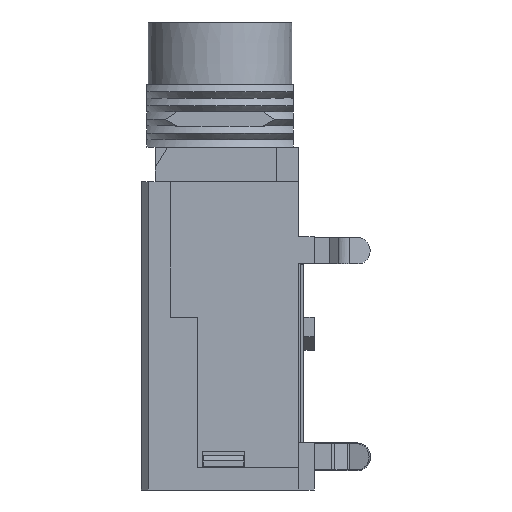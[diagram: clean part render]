
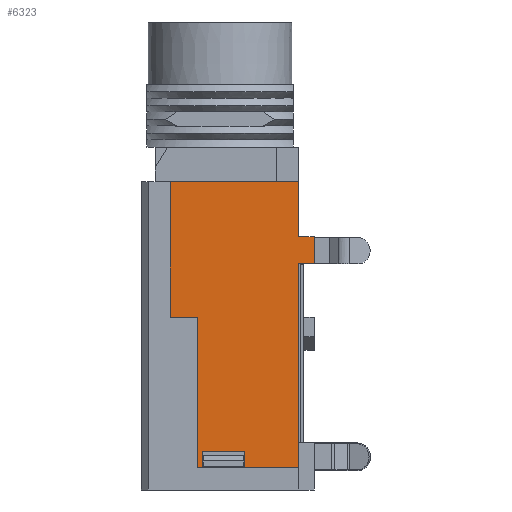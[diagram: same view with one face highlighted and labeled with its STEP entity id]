
A CAD part, left-side view. The second image highlights one B-rep face of the part: STEP entity #6323.
In plain terms, the highlighted planar face has unit normal (-1, 0, 0).
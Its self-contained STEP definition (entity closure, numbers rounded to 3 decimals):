
#489 = FACE_OUTER_BOUND ( 'NONE', #7039, .T. ) ;
#526 = LINE ( 'NONE', #20706, #21346 ) ;
#1133 = EDGE_CURVE ( 'NONE', #16379, #1710, #23558, .T. ) ;
#1710 = VERTEX_POINT ( 'NONE', #4673 ) ;
#1818 = CARTESIAN_POINT ( 'NONE',  ( -4.15, -5.7, -7. ) ) ;
#2069 = CARTESIAN_POINT ( 'NONE',  ( -4.15, 3.6, -16.8 ) ) ;
#2086 = CARTESIAN_POINT ( 'NONE',  ( -4.15, -1.8, -27.1 ) ) ;
#2280 = EDGE_CURVE ( 'NONE', #21309, #20301, #15852, .T. ) ;
#2294 = LINE ( 'NONE', #9264, #2874 ) ;
#2412 = EDGE_CURVE ( 'NONE', #9834, #9724, #16063, .T. ) ;
#2874 = VECTOR ( 'NONE', #20308, 1000. ) ;
#3097 = CARTESIAN_POINT ( 'NONE',  ( -4.15, -5.7, -11. ) ) ;
#3454 = CARTESIAN_POINT ( 'NONE',  ( -4.15, -2.05, -27.7 ) ) ;
#3585 = CARTESIAN_POINT ( 'NONE',  ( -4.15, 1.3, -26.05 ) ) ;
#4144 = DIRECTION ( 'NONE',  ( 0., 0., -1. ) ) ;
#4232 = DIRECTION ( 'NONE',  ( -1., 0., 0. ) ) ;
#4253 = ORIENTED_EDGE ( 'NONE', *, *, #20940, .F. ) ;
#4317 = EDGE_CURVE ( 'NONE', #14394, #9050, #22862, .T. ) ;
#4371 = EDGE_CURVE ( 'NONE', #9050, #7858, #7224, .T. ) ;
#4673 = CARTESIAN_POINT ( 'NONE',  ( -4.15, -5.7, -27.7 ) ) ;
#4776 = CARTESIAN_POINT ( 'NONE',  ( -4.15, -0.25, -26.5 ) ) ;
#4900 = CARTESIAN_POINT ( 'NONE',  ( -4.15, -6.8, -12.9 ) ) ;
#5209 = VECTOR ( 'NONE', #7792, 1000. ) ;
#5444 = EDGE_CURVE ( 'NONE', #9724, #9773, #14748, .T. ) ;
#5471 = CARTESIAN_POINT ( 'NONE',  ( -4.15, 1.3, -27.7 ) ) ;
#5710 = EDGE_CURVE ( 'NONE', #9773, #6049, #6933, .T. ) ;
#5910 = PLANE ( 'NONE',  #7535 ) ;
#6036 = CARTESIAN_POINT ( 'NONE',  ( -4.15, 3.808, -6.586 ) ) ;
#6049 = VERTEX_POINT ( 'NONE', #15533 ) ;
#6323 = ADVANCED_FACE ( 'NONE', ( #489 ), #5910, .T. ) ;
#6417 = ORIENTED_EDGE ( 'NONE', *, *, #1133, .T. ) ;
#6492 = VECTOR ( 'NONE', #7225, 1000. ) ;
#6672 = VECTOR ( 'NONE', #8772, 1000. ) ;
#6933 = LINE ( 'NONE', #4776, #19770 ) ;
#6965 = DIRECTION ( 'NONE',  ( 0., 0., 1. ) ) ;
#7039 = EDGE_LOOP ( 'NONE', ( #6417, #22833, #21103, #16288, #19607, #19453, #23149, #16825, #13444, #4253, #12027, #12199, #18823, #14422 ) ) ;
#7224 = LINE ( 'NONE', #9022, #21289 ) ;
#7225 = DIRECTION ( 'NONE',  ( 0., -1., 0. ) ) ;
#7535 = AXIS2_PLACEMENT_3D ( 'NONE', #6036, #4232, #13236 ) ;
#7792 = DIRECTION ( 'NONE',  ( 0., 0., 1. ) ) ;
#7829 = LINE ( 'NONE', #15143, #6672 ) ;
#7858 = VERTEX_POINT ( 'NONE', #16325 ) ;
#8402 = DIRECTION ( 'NONE',  ( 0., -1., 0. ) ) ;
#8440 = DIRECTION ( 'NONE',  ( 0., 1., 0. ) ) ;
#8564 = EDGE_CURVE ( 'NONE', #7858, #12389, #7829, .T. ) ;
#8767 = LINE ( 'NONE', #23423, #15146 ) ;
#8772 = DIRECTION ( 'NONE',  ( 0., -1., 0. ) ) ;
#9022 = CARTESIAN_POINT ( 'NONE',  ( -4.15, 3.6, -17.35 ) ) ;
#9050 = VERTEX_POINT ( 'NONE', #2069 ) ;
#9219 = CARTESIAN_POINT ( 'NONE',  ( -4.15, -5.7, 0. ) ) ;
#9264 = CARTESIAN_POINT ( 'NONE',  ( -4.15, -5.7, 0. ) ) ;
#9299 = CARTESIAN_POINT ( 'NONE',  ( -4.15, -6.8, -11. ) ) ;
#9724 = VERTEX_POINT ( 'NONE', #5471 ) ;
#9773 = VERTEX_POINT ( 'NONE', #20473 ) ;
#9834 = VERTEX_POINT ( 'NONE', #18558 ) ;
#10253 = CARTESIAN_POINT ( 'NONE',  ( -4.15, -1.6, -16.8 ) ) ;
#10712 = CARTESIAN_POINT ( 'NONE',  ( -4.15, -2.05, -27.7 ) ) ;
#10822 = DIRECTION ( 'NONE',  ( 0., 0., 1. ) ) ;
#11594 = DIRECTION ( 'NONE',  ( 0., 0., -1. ) ) ;
#11931 = CARTESIAN_POINT ( 'NONE',  ( -4.15, -5.7, -12.9 ) ) ;
#11939 = EDGE_CURVE ( 'NONE', #6049, #16379, #16855, .T. ) ;
#12027 = ORIENTED_EDGE ( 'NONE', *, *, #2412, .T. ) ;
#12199 = ORIENTED_EDGE ( 'NONE', *, *, #5444, .T. ) ;
#12382 = EDGE_CURVE ( 'NONE', #20301, #1710, #2294, .T. ) ;
#12389 = VERTEX_POINT ( 'NONE', #1818 ) ;
#12421 = CARTESIAN_POINT ( 'NONE',  ( -4.15, -1.8, -27.7 ) ) ;
#13236 = DIRECTION ( 'NONE',  ( 0., 0., -1. ) ) ;
#13444 = ORIENTED_EDGE ( 'NONE', *, *, #4317, .F. ) ;
#14182 = DIRECTION ( 'NONE',  ( 0., 1., 0. ) ) ;
#14255 = EDGE_CURVE ( 'NONE', #20632, #21309, #526, .T. ) ;
#14382 = LINE ( 'NONE', #9219, #15892 ) ;
#14394 = VERTEX_POINT ( 'NONE', #17587 ) ;
#14422 = ORIENTED_EDGE ( 'NONE', *, *, #11939, .T. ) ;
#14728 = DIRECTION ( 'NONE',  ( 0., 0., -1. ) ) ;
#14748 = LINE ( 'NONE', #3585, #5209 ) ;
#15143 = CARTESIAN_POINT ( 'NONE',  ( -4.15, -1.6, -7. ) ) ;
#15146 = VECTOR ( 'NONE', #6965, 1000. ) ;
#15533 = CARTESIAN_POINT ( 'NONE',  ( -4.15, -1.8, -26.5 ) ) ;
#15540 = VECTOR ( 'NONE', #4144, 1000. ) ;
#15852 = LINE ( 'NONE', #19926, #17989 ) ;
#15892 = VECTOR ( 'NONE', #14728, 1000. ) ;
#16063 = LINE ( 'NONE', #3454, #20683 ) ;
#16161 = DIRECTION ( 'NONE',  ( 0., -1., 0. ) ) ;
#16288 = ORIENTED_EDGE ( 'NONE', *, *, #14255, .F. ) ;
#16294 = CARTESIAN_POINT ( 'NONE',  ( -4.15, -1.6, -11. ) ) ;
#16325 = CARTESIAN_POINT ( 'NONE',  ( -4.15, 3.6, -7. ) ) ;
#16379 = VERTEX_POINT ( 'NONE', #12421 ) ;
#16825 = ORIENTED_EDGE ( 'NONE', *, *, #4371, .F. ) ;
#16855 = LINE ( 'NONE', #2086, #15540 ) ;
#17587 = CARTESIAN_POINT ( 'NONE',  ( -4.15, 1.6, -16.8 ) ) ;
#17755 = EDGE_CURVE ( 'NONE', #23113, #20632, #19776, .T. ) ;
#17806 = VECTOR ( 'NONE', #17865, 1000. ) ;
#17865 = DIRECTION ( 'NONE',  ( 0., -1., 0. ) ) ;
#17989 = VECTOR ( 'NONE', #14182, 1000. ) ;
#18558 = CARTESIAN_POINT ( 'NONE',  ( -4.15, 1.6, -27.7 ) ) ;
#18823 = ORIENTED_EDGE ( 'NONE', *, *, #5710, .T. ) ;
#19453 = ORIENTED_EDGE ( 'NONE', *, *, #19520, .F. ) ;
#19520 = EDGE_CURVE ( 'NONE', #12389, #23113, #14382, .T. ) ;
#19607 = ORIENTED_EDGE ( 'NONE', *, *, #17755, .F. ) ;
#19770 = VECTOR ( 'NONE', #16161, 1000. ) ;
#19776 = LINE ( 'NONE', #16294, #17806 ) ;
#19926 = CARTESIAN_POINT ( 'NONE',  ( -4.15, -1.6, -12.9 ) ) ;
#20126 = VECTOR ( 'NONE', #8440, 1000. ) ;
#20301 = VERTEX_POINT ( 'NONE', #11931 ) ;
#20308 = DIRECTION ( 'NONE',  ( 0., 0., -1. ) ) ;
#20473 = CARTESIAN_POINT ( 'NONE',  ( -4.15, 1.3, -26.5 ) ) ;
#20632 = VERTEX_POINT ( 'NONE', #9299 ) ;
#20683 = VECTOR ( 'NONE', #8402, 1000. ) ;
#20706 = CARTESIAN_POINT ( 'NONE',  ( -4.15, -6.8, -17.35 ) ) ;
#20940 = EDGE_CURVE ( 'NONE', #9834, #14394, #8767, .T. ) ;
#21103 = ORIENTED_EDGE ( 'NONE', *, *, #2280, .F. ) ;
#21289 = VECTOR ( 'NONE', #10822, 1000. ) ;
#21309 = VERTEX_POINT ( 'NONE', #4900 ) ;
#21346 = VECTOR ( 'NONE', #11594, 1000. ) ;
#22833 = ORIENTED_EDGE ( 'NONE', *, *, #12382, .F. ) ;
#22862 = LINE ( 'NONE', #10253, #20126 ) ;
#23113 = VERTEX_POINT ( 'NONE', #3097 ) ;
#23149 = ORIENTED_EDGE ( 'NONE', *, *, #8564, .F. ) ;
#23423 = CARTESIAN_POINT ( 'NONE',  ( -4.15, 1.6, -17.35 ) ) ;
#23558 = LINE ( 'NONE', #10712, #6492 ) ;
